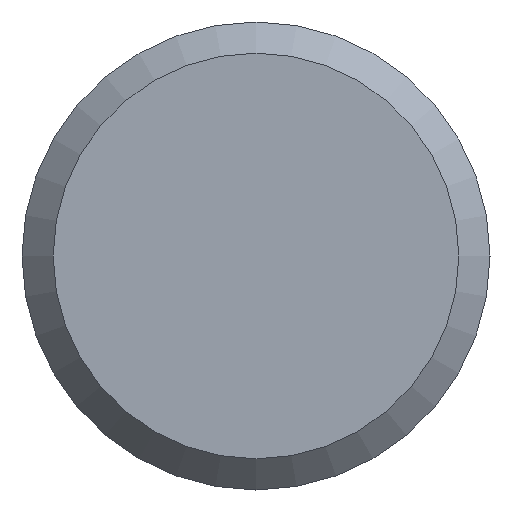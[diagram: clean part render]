
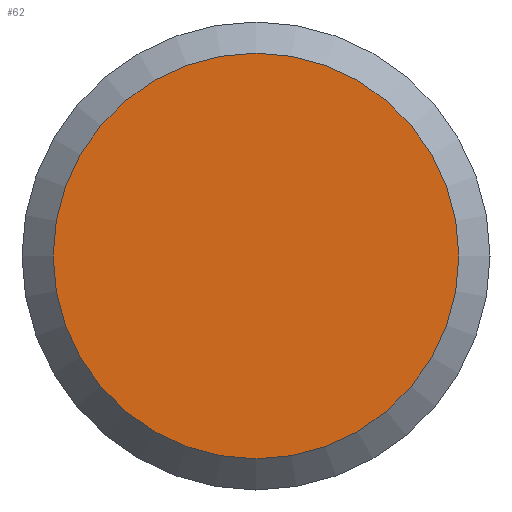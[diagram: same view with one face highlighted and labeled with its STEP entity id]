
A CAD part, left-side view. The second image highlights one B-rep face of the part: STEP entity #62.
In plain terms, the highlighted planar face has unit normal (-1, 0, 0).
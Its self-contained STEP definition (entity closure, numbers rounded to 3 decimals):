
#6 = AXIS2_PLACEMENT_3D ( 'NONE', #164, #144, #16 ) ;
#8 = EDGE_CURVE ( 'NONE', #158, #158, #163, .T. ) ;
#16 = DIRECTION ( 'NONE',  ( 0., 0., 1. ) ) ;
#57 = EDGE_LOOP ( 'NONE', ( #95 ) ) ;
#62 = ADVANCED_FACE ( 'NONE', ( #125 ), #235, .F. ) ;
#95 = ORIENTED_EDGE ( 'NONE', *, *, #8, .T. ) ;
#125 = FACE_OUTER_BOUND ( 'NONE', #57, .T. ) ;
#138 = AXIS2_PLACEMENT_3D ( 'NONE', #249, #188, #145 ) ;
#144 = DIRECTION ( 'NONE',  ( -1., 0., 0. ) ) ;
#145 = DIRECTION ( 'NONE',  ( 0., 0., -1. ) ) ;
#158 = VERTEX_POINT ( 'NONE', #263 ) ;
#163 = CIRCLE ( 'NONE', #6, 13. ) ;
#164 = CARTESIAN_POINT ( 'NONE',  ( -52.5, 0., 0. ) ) ;
#188 = DIRECTION ( 'NONE',  ( 1., 0., 0. ) ) ;
#235 = PLANE ( 'NONE',  #138 ) ;
#249 = CARTESIAN_POINT ( 'NONE',  ( -52.5, 0., 0. ) ) ;
#263 = CARTESIAN_POINT ( 'NONE',  ( -52.5, 0., 13. ) ) ;
